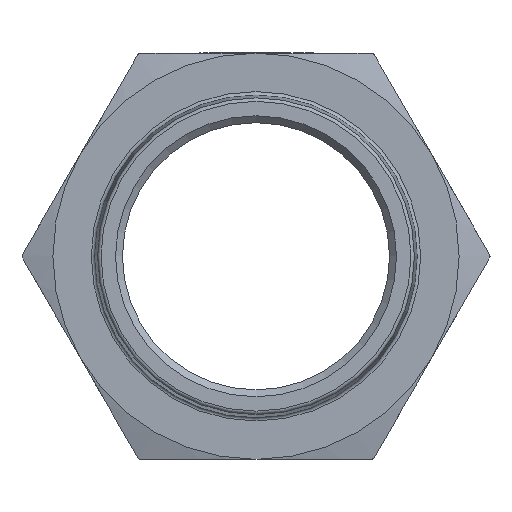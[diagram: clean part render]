
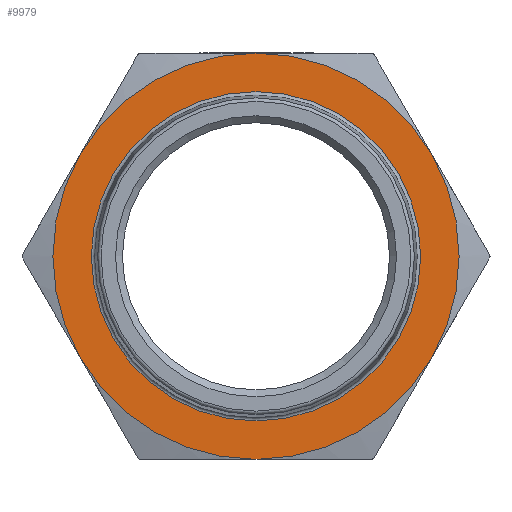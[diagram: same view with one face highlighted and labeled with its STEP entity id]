
A CAD part, left-side view. The second image highlights one B-rep face of the part: STEP entity #9979.
In plain terms, the highlighted planar face has unit normal (-1, 0, 0).
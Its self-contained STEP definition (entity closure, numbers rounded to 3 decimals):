
#676 = AXIS2_PLACEMENT_3D ( 'NONE', #2988, #2885, #2754 ) ;
#1154 = CIRCLE ( 'NONE', #4119, 40. ) ;
#1551 = ORIENTED_EDGE ( 'NONE', *, *, #5601, .F. ) ;
#1677 = ORIENTED_EDGE ( 'NONE', *, *, #11774, .T. ) ;
#2754 = DIRECTION ( 'NONE',  ( 0., 0., -1. ) ) ;
#2885 = DIRECTION ( 'NONE',  ( -1., 0., 0. ) ) ;
#2988 = CARTESIAN_POINT ( 'NONE',  ( -7.75, 0., 0. ) ) ;
#3335 = CIRCLE ( 'NONE', #4066, 40. ) ;
#3347 = CIRCLE ( 'NONE', #4130, 40. ) ;
#3648 = EDGE_LOOP ( 'NONE', ( #1677, #13717, #13957, #13919, #13785, #3662 ) ) ;
#3662 = ORIENTED_EDGE ( 'NONE', *, *, #4868, .T. ) ;
#3804 = EDGE_LOOP ( 'NONE', ( #1551 ) ) ;
#3896 = CIRCLE ( 'NONE', #14282, 40. ) ;
#3915 = CIRCLE ( 'NONE', #4118, 40. ) ;
#3922 = VERTEX_POINT ( 'NONE', #4549 ) ;
#4066 = AXIS2_PLACEMENT_3D ( 'NONE', #5521, #5467, #5087 ) ;
#4108 = EDGE_CURVE ( 'NONE', #13926, #11405, #3335, .T. ) ;
#4118 = AXIS2_PLACEMENT_3D ( 'NONE', #10345, #10244, #10524 ) ;
#4119 = AXIS2_PLACEMENT_3D ( 'NONE', #4891, #4993, #4647 ) ;
#4128 = AXIS2_PLACEMENT_3D ( 'NONE', #14628, #14963, #14573 ) ;
#4130 = AXIS2_PLACEMENT_3D ( 'NONE', #5304, #4934, #5426 ) ;
#4132 = EDGE_CURVE ( 'NONE', #11405, #13928, #3347, .T. ) ;
#4353 = CARTESIAN_POINT ( 'NONE',  ( -7.75, 34.641, -20. ) ) ;
#4356 = DIRECTION ( 'NONE',  ( 0., 0., 1. ) ) ;
#4357 = DIRECTION ( 'NONE',  ( -1., 0., 0. ) ) ;
#4358 = CARTESIAN_POINT ( 'NONE',  ( -7.75, 0., 0. ) ) ;
#4384 = CARTESIAN_POINT ( 'NONE',  ( -7.75, 0., 40. ) ) ;
#4549 = CARTESIAN_POINT ( 'NONE',  ( -7.75, 0., -32.431 ) ) ;
#4647 = DIRECTION ( 'NONE',  ( 0., 0., 1. ) ) ;
#4868 = EDGE_CURVE ( 'NONE', #13928, #13890, #1154, .T. ) ;
#4891 = CARTESIAN_POINT ( 'NONE',  ( -7.75, 0., 0. ) ) ;
#4934 = DIRECTION ( 'NONE',  ( -1., 0., 0. ) ) ;
#4993 = DIRECTION ( 'NONE',  ( -1., 0., 0. ) ) ;
#5087 = DIRECTION ( 'NONE',  ( 0., 0., 1. ) ) ;
#5173 = EDGE_CURVE ( 'NONE', #14108, #13829, #13619, .T. ) ;
#5304 = CARTESIAN_POINT ( 'NONE',  ( -7.75, 0., 0. ) ) ;
#5426 = DIRECTION ( 'NONE',  ( 0., 0., 1. ) ) ;
#5467 = DIRECTION ( 'NONE',  ( -1., 0., 0. ) ) ;
#5521 = CARTESIAN_POINT ( 'NONE',  ( -7.75, 0., 0. ) ) ;
#5601 = EDGE_CURVE ( 'NONE', #3922, #3922, #7745, .T. ) ;
#7145 = FACE_OUTER_BOUND ( 'NONE', #3648, .T. ) ;
#7146 = FACE_BOUND ( 'NONE', #3804, .T. ) ;
#7745 = CIRCLE ( 'NONE', #676, 32.431 ) ;
#9840 = CARTESIAN_POINT ( 'NONE',  ( -7.75, 34.641, 20. ) ) ;
#9979 = ADVANCED_FACE ( 'NONE', ( #7145, #7146 ), #12943, .F. ) ;
#10179 = CARTESIAN_POINT ( 'NONE',  ( -7.75, 0., -40. ) ) ;
#10244 = DIRECTION ( 'NONE',  ( -1., 0., 0. ) ) ;
#10345 = CARTESIAN_POINT ( 'NONE',  ( -7.75, 0., 0. ) ) ;
#10524 = DIRECTION ( 'NONE',  ( 0., 0., 1. ) ) ;
#10826 = CARTESIAN_POINT ( 'NONE',  ( -7.75, -34.641, -20. ) ) ;
#11057 = CARTESIAN_POINT ( 'NONE',  ( -7.75, -34.641, 20. ) ) ;
#11405 = VERTEX_POINT ( 'NONE', #9840 ) ;
#11722 = EDGE_CURVE ( 'NONE', #13829, #13926, #3896, .T. ) ;
#11774 = EDGE_CURVE ( 'NONE', #13890, #14108, #3915, .T. ) ;
#12943 = PLANE ( 'NONE',  #13540 ) ;
#13039 = CARTESIAN_POINT ( 'NONE',  ( -7.75, 0., 0. ) ) ;
#13100 = DIRECTION ( 'NONE',  ( 1., 0., 0. ) ) ;
#13249 = DIRECTION ( 'NONE',  ( 0., 0., -1. ) ) ;
#13540 = AXIS2_PLACEMENT_3D ( 'NONE', #13039, #13100, #13249 ) ;
#13619 = CIRCLE ( 'NONE', #4128, 40. ) ;
#13717 = ORIENTED_EDGE ( 'NONE', *, *, #5173, .T. ) ;
#13785 = ORIENTED_EDGE ( 'NONE', *, *, #4132, .T. ) ;
#13829 = VERTEX_POINT ( 'NONE', #11057 ) ;
#13890 = VERTEX_POINT ( 'NONE', #10179 ) ;
#13919 = ORIENTED_EDGE ( 'NONE', *, *, #4108, .T. ) ;
#13926 = VERTEX_POINT ( 'NONE', #4384 ) ;
#13928 = VERTEX_POINT ( 'NONE', #4353 ) ;
#13957 = ORIENTED_EDGE ( 'NONE', *, *, #11722, .T. ) ;
#14108 = VERTEX_POINT ( 'NONE', #10826 ) ;
#14282 = AXIS2_PLACEMENT_3D ( 'NONE', #4358, #4357, #4356 ) ;
#14573 = DIRECTION ( 'NONE',  ( 0., 0., 1. ) ) ;
#14628 = CARTESIAN_POINT ( 'NONE',  ( -7.75, 0., 0. ) ) ;
#14963 = DIRECTION ( 'NONE',  ( -1., 0., 0. ) ) ;
